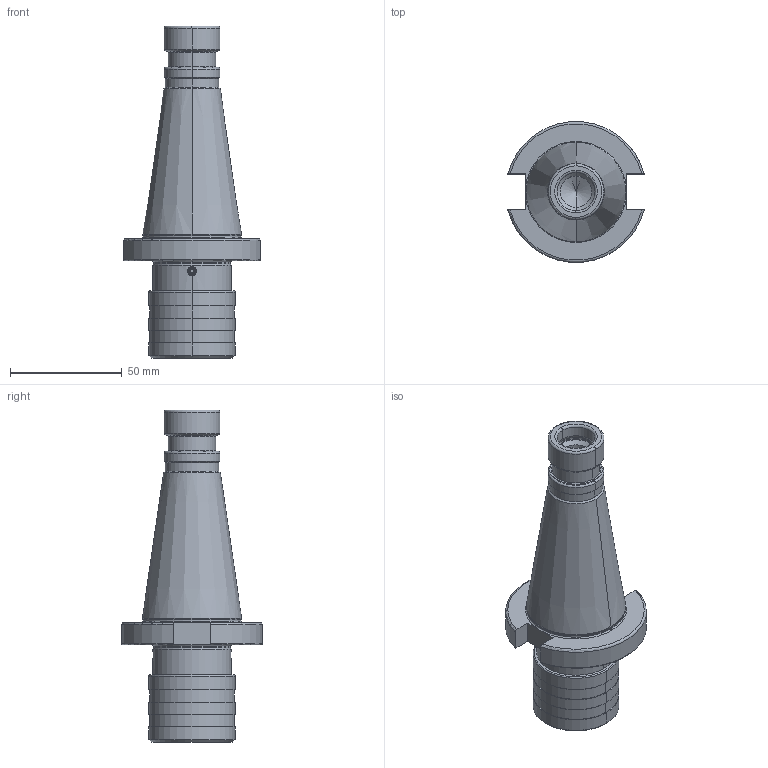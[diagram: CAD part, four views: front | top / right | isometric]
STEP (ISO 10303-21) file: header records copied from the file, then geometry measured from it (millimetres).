
FILE_DESCRIPTION((''),'2;1');
FILE_NAME('401_16_12','2020-09-07T',('103090'),(''),'CREO PARAMETRIC BY PTC INC, 2016260','CREO PARAMETRIC BY PTC INC, 2016260','');
FILE_SCHEMA(('CONFIG_CONTROL_DESIGN'));
Length unit declared in the file: millimetre
Products named in the file (1): 401_16_12
Bounding box: 60.91 x 62.76 x 148.4 mm (x, y, z)
Volume: 136819.5 mm3; surface area: 31527 mm2
Topology: 1 solids, 1 shells, 171 faces, 392 edges, 232 vertices
Faces by surface type: cylinder 48, plane 47, cone 36, torus 34, sphere 6
Entity records: 5104 total; most frequent: CARTESIAN_POINT 1172, DIRECTION 886, ORIENTED_EDGE 768, EDGE_CURVE 384, AXIS2_PLACEMENT_3D 372, VERTEX_POINT 232, CIRCLE 198, EDGE_LOOP 188
